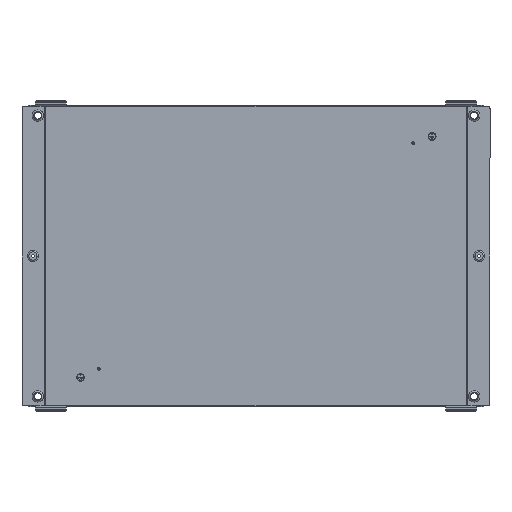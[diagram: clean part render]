
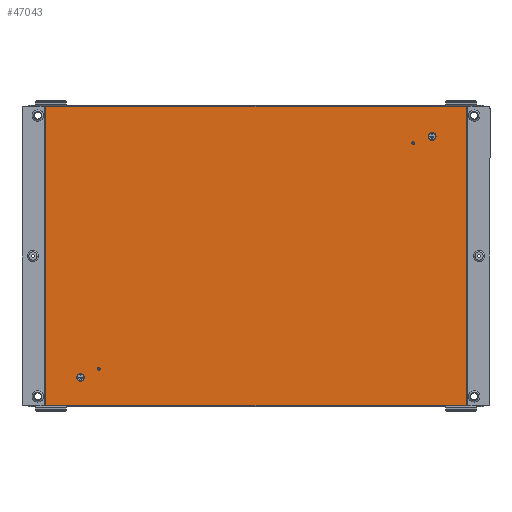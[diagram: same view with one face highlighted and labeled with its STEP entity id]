
A CAD part, front view. The second image highlights one B-rep face of the part: STEP entity #47043.
In plain terms, the highlighted planar face has unit normal (0, -1, 0).
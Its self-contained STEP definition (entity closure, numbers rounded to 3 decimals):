
#525 = EDGE_CURVE ( 'NONE', #35013, #20007, #45043, .T. ) ;
#2285 = CARTESIAN_POINT ( 'NONE',  ( -538.75, -1.5, -387. ) ) ;
#2969 = CARTESIAN_POINT ( 'NONE',  ( -538.75, -1.5, 384. ) ) ;
#4566 = EDGE_CURVE ( 'NONE', #51556, #24861, #6107, .T. ) ;
#5170 = EDGE_CURVE ( 'NONE', #20007, #51556, #11241, .T. ) ;
#5811 = DIRECTION ( 'NONE',  ( 0., 0., -1. ) ) ;
#6107 = LINE ( 'NONE', #10416, #57212 ) ;
#7734 = EDGE_LOOP ( 'NONE', ( #9437, #9869, #25162, #43938 ) ) ;
#9136 = VECTOR ( 'NONE', #41362, 1000. ) ;
#9437 = ORIENTED_EDGE ( 'NONE', *, *, #525, .F. ) ;
#9869 = ORIENTED_EDGE ( 'NONE', *, *, #19788, .F. ) ;
#10416 = CARTESIAN_POINT ( 'NONE',  ( 538.75, -1.5, 387. ) ) ;
#11241 = LINE ( 'NONE', #29997, #9136 ) ;
#12303 = DIRECTION ( 'NONE',  ( 0., -1., 0. ) ) ;
#12964 = CARTESIAN_POINT ( 'NONE',  ( 538.75, -1.5, 384. ) ) ;
#13640 = CARTESIAN_POINT ( 'NONE',  ( 538.75, -1.5, -384. ) ) ;
#16617 = PLANE ( 'NONE',  #59779 ) ;
#19788 = EDGE_CURVE ( 'NONE', #24861, #35013, #37770, .T. ) ;
#20007 = VERTEX_POINT ( 'NONE', #2969 ) ;
#21246 = CARTESIAN_POINT ( 'NONE',  ( 0., -1.5, 0. ) ) ;
#21568 = DIRECTION ( 'NONE',  ( -1., 0., 0. ) ) ;
#24861 = VERTEX_POINT ( 'NONE', #13640 ) ;
#25162 = ORIENTED_EDGE ( 'NONE', *, *, #4566, .F. ) ;
#29997 = CARTESIAN_POINT ( 'NONE',  ( -538.75, -1.5, 384. ) ) ;
#31060 = FACE_OUTER_BOUND ( 'NONE', #7734, .T. ) ;
#32796 = CARTESIAN_POINT ( 'NONE',  ( -538.75, -1.5, -384. ) ) ;
#35013 = VERTEX_POINT ( 'NONE', #32796 ) ;
#35185 = DIRECTION ( 'NONE',  ( 0., 0., 1. ) ) ;
#37770 = LINE ( 'NONE', #50481, #56760 ) ;
#41362 = DIRECTION ( 'NONE',  ( 1., 0., 0. ) ) ;
#43938 = ORIENTED_EDGE ( 'NONE', *, *, #5170, .F. ) ;
#45043 = LINE ( 'NONE', #2285, #56372 ) ;
#47043 = ADVANCED_FACE ( 'NONE', ( #31060 ), #16617, .T. ) ;
#49869 = DIRECTION ( 'NONE',  ( 0., 0., -1. ) ) ;
#50481 = CARTESIAN_POINT ( 'NONE',  ( 538.75, -1.5, -384. ) ) ;
#51556 = VERTEX_POINT ( 'NONE', #12964 ) ;
#56372 = VECTOR ( 'NONE', #35185, 1000. ) ;
#56760 = VECTOR ( 'NONE', #21568, 1000. ) ;
#57212 = VECTOR ( 'NONE', #5811, 1000. ) ;
#59779 = AXIS2_PLACEMENT_3D ( 'NONE', #21246, #12303, #49869 ) ;
